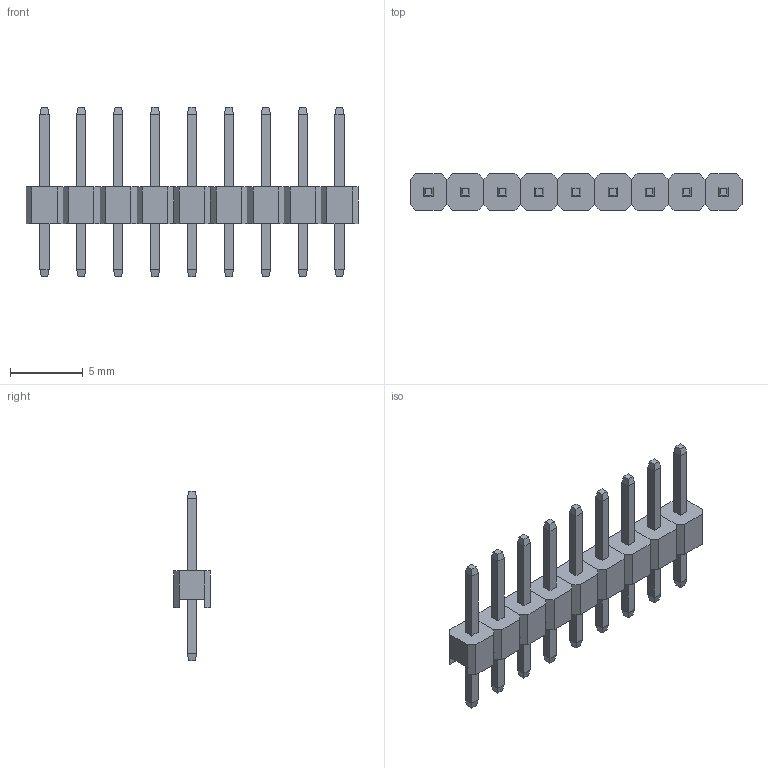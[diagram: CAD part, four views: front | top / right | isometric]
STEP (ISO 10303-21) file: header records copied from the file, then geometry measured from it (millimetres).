
FILE_DESCRIPTION(/* description */ ('Unknown'),/* implementation_level */ '2;1');
FILE_NAME(/* name */ 'hdr9x1rast',/* time_stamp */ '2017-01-14T13:23:21+01:00',/* author */ ('Unknown'),/* organization */ ('Unknown'),/* preprocessor_version */ 'ST-DEVELOPER v16.7',/* originating_system */ 'DEX',/* authorisation */ $);
FILE_SCHEMA (('AUTOMOTIVE_DESIGN {1 0 10303 214 3 1 1}'));
Length unit declared in the file: millimetre
Products named in the file (4): hdr9x1rast; hdr1x1; body; pin
Assembly tree (11 placements, depth 3):
  hdr9x1rast
    hdr1x1  x9
      body
      pin
Bounding box: 22.86 x 2.54 x 11.7 mm (x, y, z)
Volume: 151.2 mm3; surface area: 637 mm2
Topology: 18 solids, 18 shells, 288 faces, 648 edges, 396 vertices
Faces by surface type: plane 288
Entity records: 1023 total; most frequent: DIRECTION 160, CARTESIAN_POINT 160, ORIENTED_EDGE 144, EDGE_CURVE 72, LINE 72, VECTOR 72, VERTEX_POINT 44, AXIS2_PLACEMENT_3D 44
